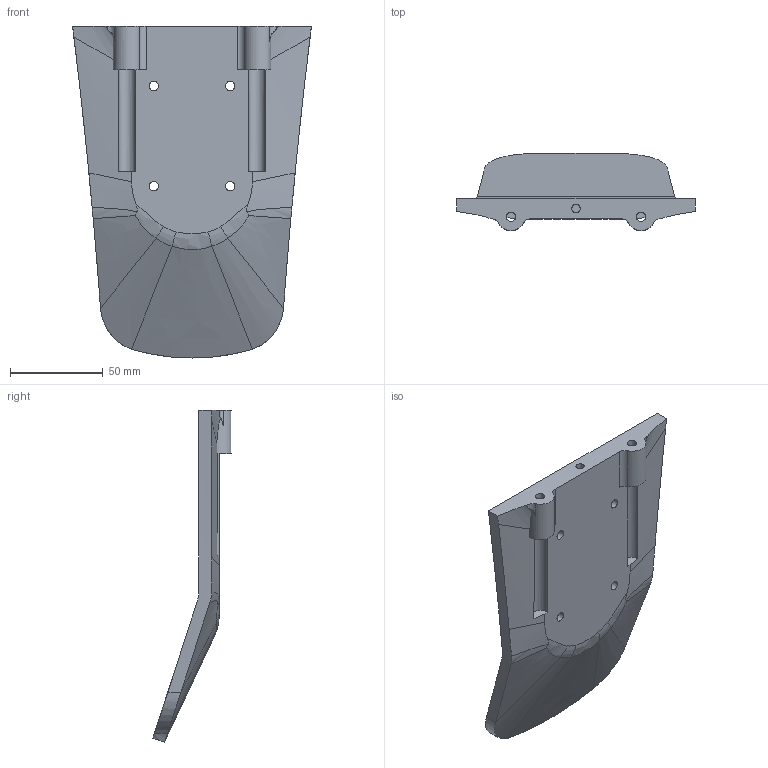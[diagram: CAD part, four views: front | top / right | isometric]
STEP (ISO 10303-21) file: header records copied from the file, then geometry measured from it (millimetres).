
FILE_DESCRIPTION(/* description */ (''),/* implementation_level */ '2;1');
FILE_NAME(/* name */ 'tail.stp',/* time_stamp */ '2023-08-27T00:26:49-07:00',/* author */ ('devan'),/* organization */ (''),/* preprocessor_version */ 'ST-DEVELOPER v20',/* originating_system */ 'Autodesk Inventor 2024',/* authorisation */ '');
FILE_SCHEMA (('AUTOMOTIVE_DESIGN { 1 0 10303 214 3 1 1 }'));
Length unit declared in the file: millimetre
Products named in the file (1): Part1
Bounding box: 128.66 x 42.16 x 178.8 mm (x, y, z)
Volume: 193436.1 mm3; surface area: 47682.5 mm2
Topology: 1 solids, 1 shells, 56 faces, 150 edges, 97 vertices
Faces by surface type: cylinder 22, bspline 18, plane 12, cone 4
Full cylindrical faces by diameter (mm): 4.55 x1, 5 x6
Entity records: 2425 total; most frequent: CARTESIAN_POINT 1040, ORIENTED_EDGE 300, DIRECTION 244, EDGE_CURVE 150, VERTEX_POINT 97, AXIS2_PLACEMENT_3D 97, EDGE_LOOP 69, FACE_OUTER_BOUND 56
